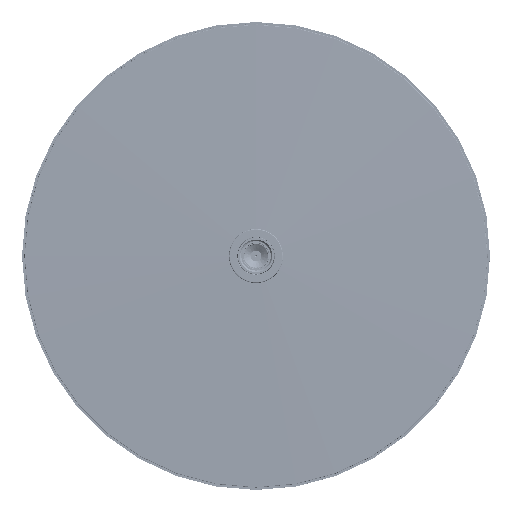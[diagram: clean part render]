
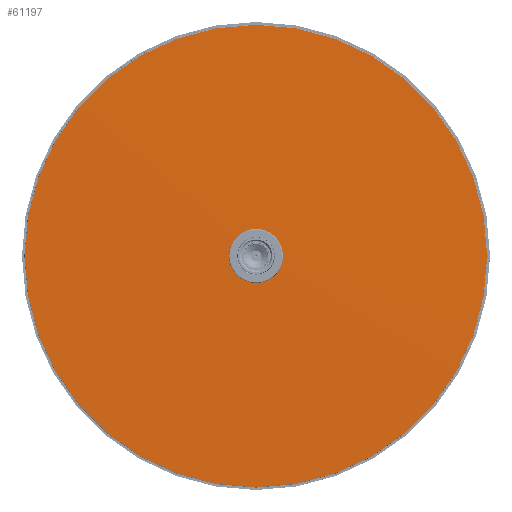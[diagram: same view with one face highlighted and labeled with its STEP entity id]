
A CAD part, top view. The second image highlights one B-rep face of the part: STEP entity #61197.
In plain terms, the highlighted spherical face has radius 4827.45 mm.
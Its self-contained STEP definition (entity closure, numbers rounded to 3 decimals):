
#136=SPHERICAL_SURFACE('',#76334,4827.454);
#13087=ORIENTED_EDGE('',*,*,#24265,.F.);
#13088=ORIENTED_EDGE('',*,*,#24264,.T.);
#24264=EDGE_CURVE('',#31429,#31429,#37257,.T.);
#24265=EDGE_CURVE('',#31430,#31430,#37258,.T.);
#31429=VERTEX_POINT('',#109704);
#31430=VERTEX_POINT('',#109707);
#37257=CIRCLE('',#76333,148.699);
#37258=CIRCLE('',#76335,16.83);
#45430=EDGE_LOOP('',(#13087));
#45431=EDGE_LOOP('',(#13088));
#54091=FACE_BOUND('',#45430,.T.);
#54092=FACE_BOUND('',#45431,.T.);
#61197=ADVANCED_FACE('',(#54091,#54092),#136,.T.);
#76333=AXIS2_PLACEMENT_3D('',#109703,#92238,#92239);
#76334=AXIS2_PLACEMENT_3D('',#109705,#92240,#92241);
#76335=AXIS2_PLACEMENT_3D('',#109706,#92242,#92243);
#92238=DIRECTION('',(0.,0.,1.));
#92239=DIRECTION('',(1.,0.,0.));
#92240=DIRECTION('',(0.,0.,-1.));
#92241=DIRECTION('',(1.,0.,0.));
#92242=DIRECTION('',(0.,0.,1.));
#92243=DIRECTION('',(1.,0.,0.));
#109703=CARTESIAN_POINT('',(0.,0.,2.009));
#109704=CARTESIAN_POINT('',(148.699,0.,2.009));
#109705=CARTESIAN_POINT('',(0.,0.,-4823.154));
#109706=CARTESIAN_POINT('',(0.,0.,4.271));
#109707=CARTESIAN_POINT('',(16.83,0.,4.271));
